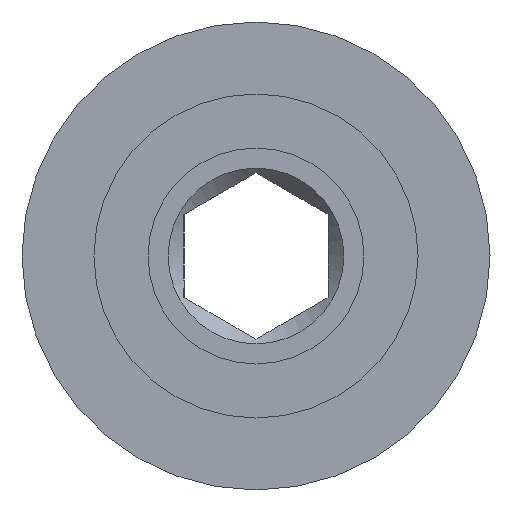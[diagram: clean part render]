
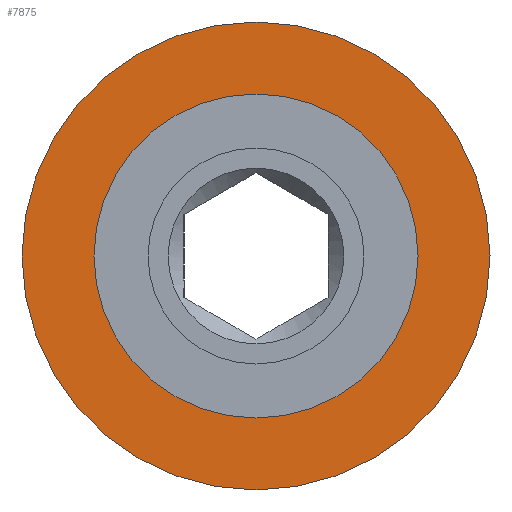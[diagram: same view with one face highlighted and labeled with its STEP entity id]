
A CAD part, left-side view. The second image highlights one B-rep face of the part: STEP entity #7875.
In plain terms, the highlighted face is planar.
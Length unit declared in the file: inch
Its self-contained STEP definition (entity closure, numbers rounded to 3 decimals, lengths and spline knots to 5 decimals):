
#266 = FACE_OUTER_BOUND ( 'NONE', #3438, .T. ) ;
#1130 = DIRECTION ( 'NONE',  ( 0., 1., 0. ) ) ;
#1874 = AXIS2_PLACEMENT_3D ( 'NONE', #10943, #1130, #12089 ) ;
#3311 = EDGE_CURVE ( 'NONE', #6513, #6513, #6432, .T. ) ;
#3438 = EDGE_LOOP ( 'NONE', ( #6938 ) ) ;
#3471 = DIRECTION ( 'NONE',  ( 0., 1., 0. ) ) ;
#4336 = DIRECTION ( 'NONE',  ( 0., 0., 1. ) ) ;
#4746 = CARTESIAN_POINT ( 'NONE',  ( 0., 0.031, 0. ) ) ;
#4893 = CIRCLE ( 'NONE', #6501, 0.8125 ) ;
#5634 = PLANE ( 'NONE',  #1874 ) ;
#6432 = CIRCLE ( 'NONE', #13307, 0.5625 ) ;
#6501 = AXIS2_PLACEMENT_3D ( 'NONE', #4746, #3471, #6972 ) ;
#6513 = VERTEX_POINT ( 'NONE', #7790 ) ;
#6938 = ORIENTED_EDGE ( 'NONE', *, *, #13235, .T. ) ;
#6972 = DIRECTION ( 'NONE',  ( 0., 0., 1. ) ) ;
#7790 = CARTESIAN_POINT ( 'NONE',  ( 0., 0.031, 0.5625 ) ) ;
#7875 = ADVANCED_FACE ( 'NONE', ( #12166, #266 ), #5634, .T. ) ;
#8591 = VERTEX_POINT ( 'NONE', #9800 ) ;
#9457 = ORIENTED_EDGE ( 'NONE', *, *, #3311, .F. ) ;
#9767 = CARTESIAN_POINT ( 'NONE',  ( 0., 0.031, 0. ) ) ;
#9800 = CARTESIAN_POINT ( 'NONE',  ( 0., 0.031, 0.8125 ) ) ;
#10943 = CARTESIAN_POINT ( 'NONE',  ( 0., 0.031, 0. ) ) ;
#12089 = DIRECTION ( 'NONE',  ( 0., 0., 1. ) ) ;
#12166 = FACE_BOUND ( 'NONE', #13536, .T. ) ;
#13235 = EDGE_CURVE ( 'NONE', #8591, #8591, #4893, .T. ) ;
#13307 = AXIS2_PLACEMENT_3D ( 'NONE', #9767, #14144, #4336 ) ;
#13536 = EDGE_LOOP ( 'NONE', ( #9457 ) ) ;
#14144 = DIRECTION ( 'NONE',  ( 0., 1., 0. ) ) ;
